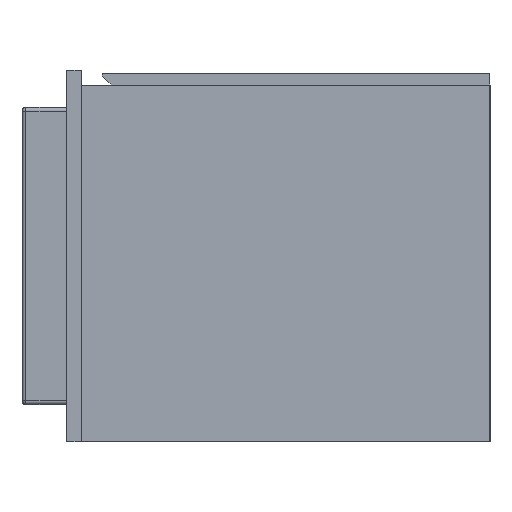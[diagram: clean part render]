
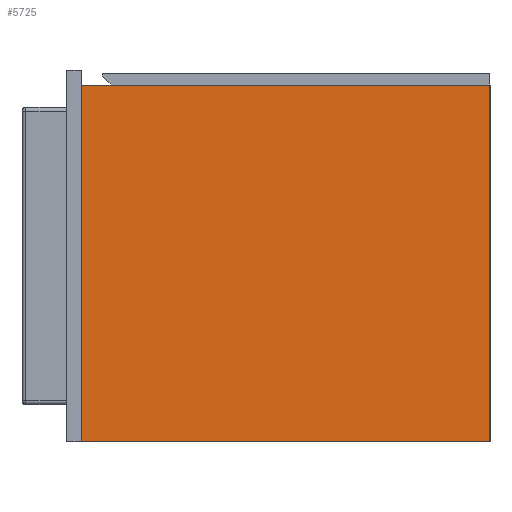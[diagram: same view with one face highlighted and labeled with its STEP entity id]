
A CAD part, left-side view. The second image highlights one B-rep face of the part: STEP entity #5725.
In plain terms, the highlighted planar face has unit normal (-1, 0, 0).
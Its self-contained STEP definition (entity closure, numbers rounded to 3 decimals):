
#99 = DIRECTION ( 'NONE',  ( 0., 1., 0. ) ) ;
#121 = EDGE_CURVE ( 'NONE', #5954, #3215, #1905, .T. ) ;
#273 = VECTOR ( 'NONE', #5013, 1000. ) ;
#310 = CARTESIAN_POINT ( 'NONE',  ( -594., 275., 0. ) ) ;
#349 = LINE ( 'NONE', #3782, #882 ) ;
#433 = DIRECTION ( 'NONE',  ( -1., 0., 0. ) ) ;
#882 = VECTOR ( 'NONE', #5335, 1000. ) ;
#901 = CARTESIAN_POINT ( 'NONE',  ( -594., 275., 480. ) ) ;
#1354 = CARTESIAN_POINT ( 'NONE',  ( -594., 275., 480. ) ) ;
#1420 = EDGE_CURVE ( 'NONE', #3215, #2131, #349, .T. ) ;
#1574 = VECTOR ( 'NONE', #4903, 1000. ) ;
#1905 = LINE ( 'NONE', #2481, #3094 ) ;
#2131 = VERTEX_POINT ( 'NONE', #4577 ) ;
#2296 = PLANE ( 'NONE',  #3060 ) ;
#2481 = CARTESIAN_POINT ( 'NONE',  ( -594., 275., 480. ) ) ;
#2915 = CARTESIAN_POINT ( 'NONE',  ( -594., -275., 480. ) ) ;
#3060 = AXIS2_PLACEMENT_3D ( 'NONE', #1354, #433, #3280 ) ;
#3094 = VECTOR ( 'NONE', #99, 1000. ) ;
#3215 = VERTEX_POINT ( 'NONE', #901 ) ;
#3280 = DIRECTION ( 'NONE',  ( 0., 0., 1. ) ) ;
#3539 = LINE ( 'NONE', #2915, #1574 ) ;
#3641 = EDGE_LOOP ( 'NONE', ( #3989, #4340, #3753, #5829 ) ) ;
#3753 = ORIENTED_EDGE ( 'NONE', *, *, #121, .T. ) ;
#3782 = CARTESIAN_POINT ( 'NONE',  ( -594., 275., 480. ) ) ;
#3989 = ORIENTED_EDGE ( 'NONE', *, *, #4114, .F. ) ;
#4114 = EDGE_CURVE ( 'NONE', #5288, #2131, #5141, .T. ) ;
#4305 = CARTESIAN_POINT ( 'NONE',  ( -594., -275., 0. ) ) ;
#4340 = ORIENTED_EDGE ( 'NONE', *, *, #6225, .F. ) ;
#4577 = CARTESIAN_POINT ( 'NONE',  ( -594., 275., 0. ) ) ;
#4903 = DIRECTION ( 'NONE',  ( 0., 0., -1. ) ) ;
#5013 = DIRECTION ( 'NONE',  ( 0., 1., 0. ) ) ;
#5141 = LINE ( 'NONE', #310, #273 ) ;
#5288 = VERTEX_POINT ( 'NONE', #4305 ) ;
#5335 = DIRECTION ( 'NONE',  ( 0., 0., -1. ) ) ;
#5725 = ADVANCED_FACE ( 'NONE', ( #6096 ), #2296, .T. ) ;
#5788 = CARTESIAN_POINT ( 'NONE',  ( -594., -275., 480. ) ) ;
#5829 = ORIENTED_EDGE ( 'NONE', *, *, #1420, .T. ) ;
#5954 = VERTEX_POINT ( 'NONE', #5788 ) ;
#6096 = FACE_OUTER_BOUND ( 'NONE', #3641, .T. ) ;
#6225 = EDGE_CURVE ( 'NONE', #5954, #5288, #3539, .T. ) ;
